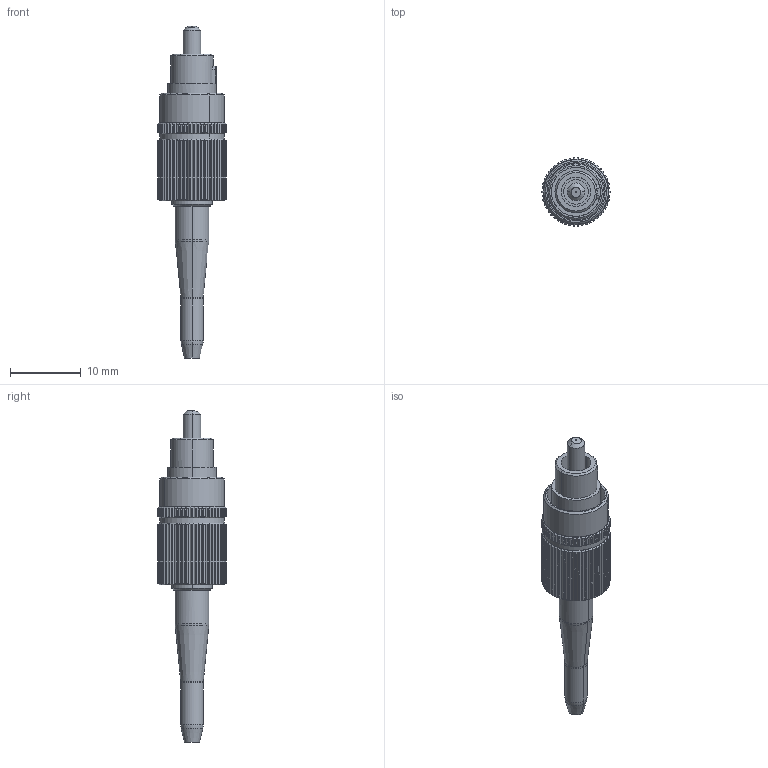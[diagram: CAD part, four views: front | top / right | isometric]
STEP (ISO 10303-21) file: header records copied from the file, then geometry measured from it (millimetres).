
FILE_DESCRIPTION (( 'STEP AP214' ), '1' );
FILE_NAME ('14009-E0W.STEP', '2012-07-19T15:26:40', ( 'Admin' ), ( '' ), 'SwSTEP 2.0', 'SolidWorks 2011', '' );
FILE_SCHEMA (( 'AUTOMOTIVE_DESIGN' ));
Length unit declared in the file: inch
Products named in the file (1): 14009-E0W
Bounding box: 9.65 x 9.64 x 47.07 mm (x, y, z)
Volume: 1172.2 mm3; surface area: 2219.9 mm2
Topology: 3 solids, 3 shells, 422 faces, 1180 edges, 776 vertices
Faces by surface type: plane 240, cylinder 146, cone 30, torus 6
Entity records: 20764 total; most frequent: CARTESIAN_POINT 4823, ORIENTED_EDGE 2360, DIRECTION 1966, EDGE_CURVE 1180, VERTEX_POINT 776, AXIS2_PLACEMENT_3D 775, EDGE_LOOP 444, UNCERTAINTY_MEASURE_WITH_UNIT 427
